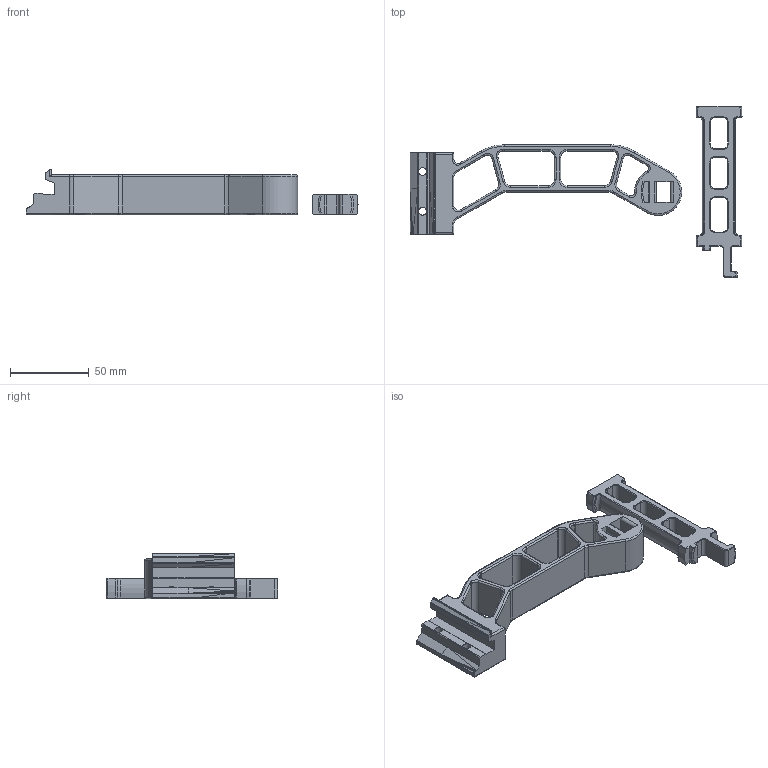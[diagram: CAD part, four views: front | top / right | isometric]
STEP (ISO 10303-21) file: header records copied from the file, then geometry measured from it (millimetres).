
FILE_DESCRIPTION(/* description */ (''),/* implementation_level */ '2;1');
FILE_NAME(/* name */ 'Top Mount Spool Holder.step',/* time_stamp */ '2022-03-06T13:15:06-10:00',/* author */ (''),/* organization */ (''),/* preprocessor_version */ 'ST-DEVELOPER v18.1',/* originating_system */ 'Autodesk Translation Framework v10.13.0.1454',/* authorisation */ '');
FILE_SCHEMA (('AUTOMOTIVE_DESIGN { 1 0 10303 214 3 1 1 }'));
Length unit declared in the file: millimetre
Products named in the file (1): Spool Holder v1
Bounding box: 211.29 x 109 x 28.9 mm (x, y, z)
Volume: 89567.5 mm3; surface area: 38044.9 mm2
Topology: 2 solids, 2 shells, 684 faces, 1489 edges, 808 vertices
Faces by surface type: plane 400, cylinder 124, torus 75, bspline 53, cone 32
Full cylindrical faces by diameter (mm): 4.2 x1, 5 x2, 9.2 x2
Entity records: 20306 total; most frequent: CARTESIAN_POINT 5732, DIRECTION 3003, ORIENTED_EDGE 2978, EDGE_CURVE 1489, AXIS2_PLACEMENT_3D 1010, LINE 983, VECTOR 983, VERTEX_POINT 808
